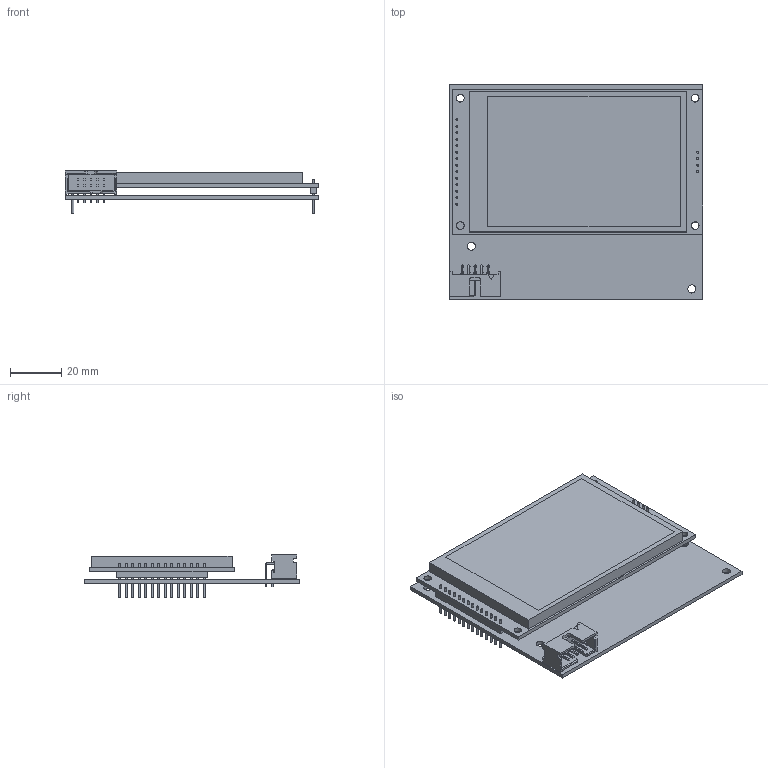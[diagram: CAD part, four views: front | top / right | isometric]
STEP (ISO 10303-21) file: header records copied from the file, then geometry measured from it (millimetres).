
FILE_DESCRIPTION(('KiCad electronic assembly'),'2;1');
FILE_NAME('LED board.step','2023-05-16T19:22:08',('Pcbnew'),('Kicad'), 'Open CASCADE STEP processor 7.6','KiCad to STEP converter','Unknown' );
FILE_SCHEMA(('AUTOMOTIVE_DESIGN { 1 0 10303 214 1 1 1 1 }'));
Length unit declared in the file: millimetre
Products named in the file (6): LED board 1; 3.5inch LCD Display Module SPI TFT ILI9488 65K Color Expandable Screen 
Panel HD v1; COMPOUND; 5103310-1; SOLID; LED board PCB
Assembly tree (5 placements, depth 3):
  LED board 1
    3.5inch LCD Display Module SPI TFT ILI9488 65K Color Expandable Screen 
Panel HD v1
      COMPOUND
    5103310-1
      SOLID
    LED board PCB
Bounding box: 99.39 x 84.58 x 16.57 mm (x, y, z)
Volume: 43689.6 mm3; surface area: 42393.7 mm2
Topology: 24 solids, 24 shells, 367 faces, 890 edges, 592 vertices
Faces by surface type: bspline 332, cylinder 29, plane 6
Full cylindrical faces by diameter (mm): 1 x24, 3.2 x5
Entity records: 23989 total; most frequent: CARTESIAN_POINT 11198, B_SPLINE_CURVE_WITH_KNOTS 1993, ORIENTED_EDGE 1780, PCURVE 1780, DEFINITIONAL_REPRESENTATION 1780, EDGE_CURVE 890, SURFACE_CURVE 803, VERTEX_POINT 592
